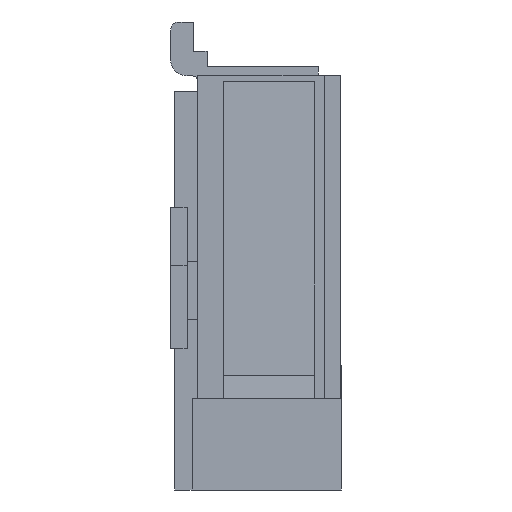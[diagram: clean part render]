
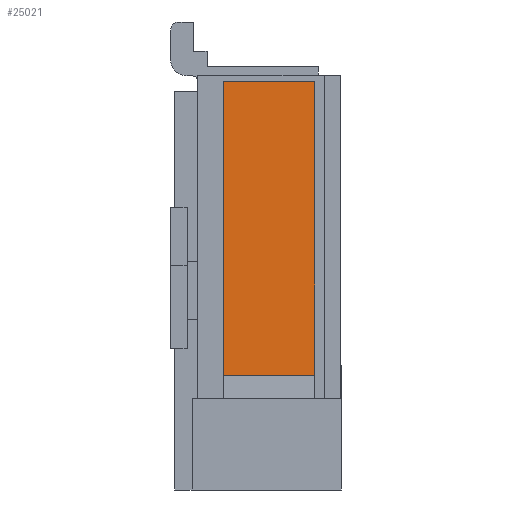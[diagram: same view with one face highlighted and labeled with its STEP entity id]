
A CAD part, left-side view. The second image highlights one B-rep face of the part: STEP entity #25021.
In plain terms, the highlighted planar face has unit normal (-0.999, 0, 0.04).
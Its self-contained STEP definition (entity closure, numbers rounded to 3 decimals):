
#4853=DIRECTION('',(-0.04,0.,-0.999));
#4854=VECTOR('',#4853,3.538);
#4855=CARTESIAN_POINT('',(-14.561,-0.69,2.42));
#4856=LINE('',#4855,#4854);
#4861=DIRECTION('',(-0.04,0.,-0.999));
#4862=VECTOR('',#4861,3.538);
#4863=CARTESIAN_POINT('',(-14.561,0.41,2.42));
#4864=LINE('',#4863,#4862);
#4881=DIRECTION('',(0.,1.,0.));
#4882=VECTOR('',#4881,1.1);
#4883=CARTESIAN_POINT('',(-14.561,-0.69,2.42));
#4884=LINE('',#4883,#4882);
#4885=DIRECTION('',(0.,-1.,0.));
#4886=VECTOR('',#4885,1.1);
#4887=CARTESIAN_POINT('',(-14.702,0.41,
-1.115));
#4888=LINE('',#4887,#4886);
#18349=CARTESIAN_POINT('',(-14.702,-0.69,-1.115));
#18350=VERTEX_POINT('',#18349);
#18351=CARTESIAN_POINT('',(-14.561,-0.69,2.42));
#18352=VERTEX_POINT('',#18351);
#18353=CARTESIAN_POINT('',(-14.702,0.41,
-1.115));
#18354=VERTEX_POINT('',#18353);
#18355=CARTESIAN_POINT('',(-14.561,0.41,2.42));
#18356=VERTEX_POINT('',#18355);
#25010=CARTESIAN_POINT('',(-14.632,-0.14,
0.652));
#25011=DIRECTION('',(0.999,0.,-0.04));
#25012=DIRECTION('',(-0.04,0.,-0.999));
#25013=AXIS2_PLACEMENT_3D('',#25010,#25011,#25012);
#25014=PLANE('',#25013);
#25015=ORIENTED_EDGE('',*,*,#24990,.F.);
#25016=ORIENTED_EDGE('',*,*,#25004,.F.);
#25017=ORIENTED_EDGE('',*,*,#24961,.T.);
#25018=ORIENTED_EDGE('',*,*,#24976,.F.);
#25019=EDGE_LOOP('',(#25015,#25016,#25017,#25018));
#25020=FACE_OUTER_BOUND('',#25019,.F.);
#25021=ADVANCED_FACE('',(#25020),#25014,.F.);
#24961=EDGE_CURVE('',#18352,#18350,#4856,.T.);
#24976=EDGE_CURVE('',#18354,#18350,#4888,.T.);
#24990=EDGE_CURVE('',#18356,#18354,#4864,.T.);
#25004=EDGE_CURVE('',#18352,#18356,#4884,.T.);
